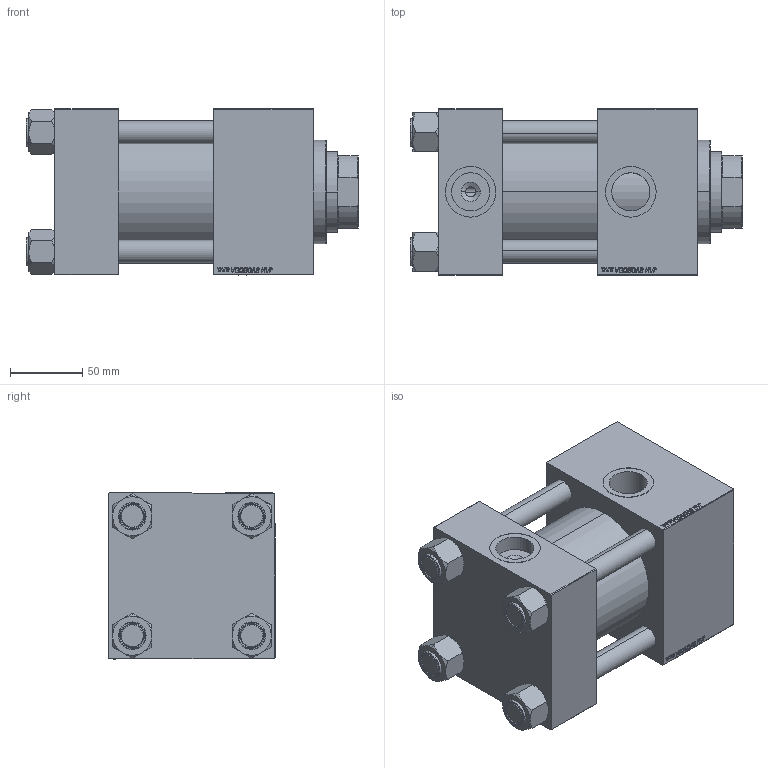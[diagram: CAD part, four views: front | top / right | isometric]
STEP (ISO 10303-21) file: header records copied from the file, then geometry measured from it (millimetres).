
FILE_DESCRIPTION (( 'STEP AP203' ), '1' );
FILE_NAME ('6315.STEP', '2022-04-16T11:09:44', ( '' ), ( '' ), 'SwSTEP 2.0', 'SolidWorks 2019', '' );
FILE_SCHEMA (( 'CONFIG_CONTROL_DESIGN' ));
Length unit declared in the file: millimetre
Products named in the file (6): V215CR_C_Body 63f3bc002e5b379cfaebe13c3f304aaa; V215_VC_A 63f3bc002e5b379cfaebe13c3f304aaa; V215CR_VCP_C 63f3bc002e5b379cfaebe13c3f304aaa; 6315; NUT_M5_C 63f3bc002e5b379cfaebe13c3f304aaa; V215CR_C_TYCINKA 63f3bc002e5b379cfaebe13c3f304aaa
Assembly tree (11 placements, depth 2):
  6315
    V215CR_C_Body 63f3bc002e5b379cfaebe13c3f304aaa
    V215CR_VCP_C 63f3bc002e5b379cfaebe13c3f304aaa
    NUT_M5_C 63f3bc002e5b379cfaebe13c3f304aaa  x4
    V215CR_C_TYCINKA 63f3bc002e5b379cfaebe13c3f304aaa  x4
    V215_VC_A 63f3bc002e5b379cfaebe13c3f304aaa
Bounding box: 230 x 115 x 115 mm (x, y, z)
Volume: 1861910.1 mm3; surface area: 280434.6 mm2
Topology: 11 solids, 11 shells, 1199 faces, 3040 edges, 1979 vertices
Faces by surface type: plane 575, bspline 392, cone 136, cylinder 88, torus 8
Entity records: 50822 total; most frequent: CARTESIAN_POINT 27271, ORIENTED_EDGE 5344, DIRECTION 3392, EDGE_CURVE 2672, VERTEX_POINT 1757, VECTOR 1616, LINE 1616, EDGE_LOOP 1171
